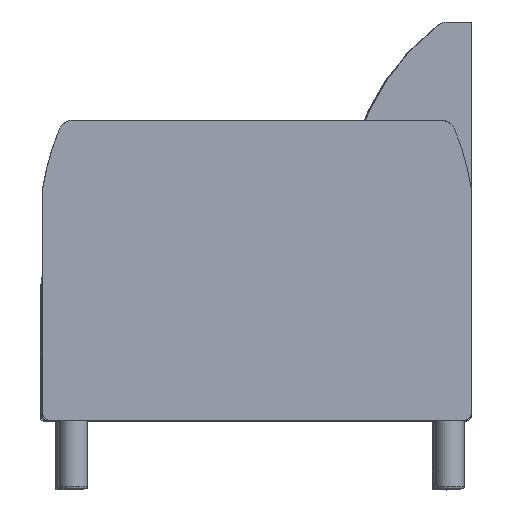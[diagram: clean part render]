
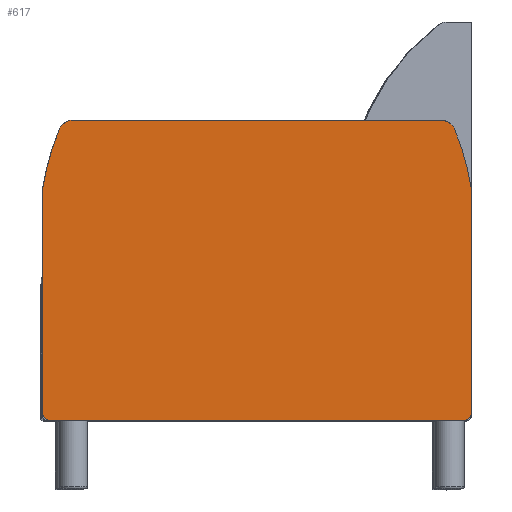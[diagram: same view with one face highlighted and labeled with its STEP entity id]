
A CAD part, top view. The second image highlights one B-rep face of the part: STEP entity #617.
In plain terms, the highlighted planar face has unit normal (0.003, 0, 1).
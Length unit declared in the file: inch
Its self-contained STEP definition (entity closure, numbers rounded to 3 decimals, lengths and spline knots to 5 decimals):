
#12=B_SPLINE_CURVE_WITH_KNOTS('',3,(#1099,#1100,#1101,#1102,#1103,#1104,
#1105,#1106,#1107,#1108,#1109,#1110,#1111,#1112,#1113,#1114,#1115,#1116,
#1117,#1118,#1119,#1120),.UNSPECIFIED.,.F.,.F.,(4,2,2,2,2,2,2,2,2,2,4),
(-4.79444,-4.48666,-4.06789,-3.64912,
-3.23035,-3.1271,-3.02386,-2.98982,
-2.97281,-2.9643,-2.95579),.UNSPECIFIED.);
#14=B_SPLINE_CURVE_WITH_KNOTS('',3,(#1213,#1214,#1215,#1216,#1217,#1218,
#1219,#1220,#1221,#1222,#1223,#1224,#1225,#1226,#1227,#1228,#1229,#1230,
#1231,#1232,#1233,#1234),.UNSPECIFIED.,.F.,.F.,(4,2,2,2,2,2,2,2,2,2,4),
(-4.79444,-4.78593,-4.77742,-4.7604,
-4.72637,-4.62312,-4.51988,-4.10111,-3.68234,
-3.26356,-2.95579),.UNSPECIFIED.);
#82=PLANE('',#690);
#115=FACE_OUTER_BOUND('',#157,.T.);
#157=EDGE_LOOP('',(#540,#541,#542,#543,#544,#545,#546,#547,#548,#549,#550,
#551));
#194=LINE('',#1238,#236);
#198=LINE('',#1251,#240);
#199=LINE('',#1255,#241);
#200=LINE('',#1258,#242);
#236=VECTOR('',#858,25.84997);
#240=VECTOR('',#870,15.688);
#241=VECTOR('',#873,29.);
#242=VECTOR('',#876,15.688);
#269=CIRCLE('',#676,1.);
#271=CIRCLE('',#679,17.08068);
#273=CIRCLE('',#682,17.08068);
#275=CIRCLE('',#685,1.);
#278=CIRCLE('',#691,0.5);
#279=CIRCLE('',#692,0.5);
#313=VERTEX_POINT('',#1010);
#314=VERTEX_POINT('',#1012);
#316=VERTEX_POINT('',#1018);
#318=VERTEX_POINT('',#1097);
#321=VERTEX_POINT('',#1125);
#322=VERTEX_POINT('',#1127);
#324=VERTEX_POINT('',#1133);
#326=VERTEX_POINT('',#1212);
#331=VERTEX_POINT('',#1250);
#332=VERTEX_POINT('',#1252);
#333=VERTEX_POINT('',#1254);
#334=VERTEX_POINT('',#1256);
#380=EDGE_CURVE('',#314,#313,#269,.T.);
#383=EDGE_CURVE('',#316,#314,#271,.T.);
#387=EDGE_CURVE('',#313,#318,#12,.T.);
#390=EDGE_CURVE('',#322,#321,#273,.T.);
#393=EDGE_CURVE('',#324,#322,#275,.T.);
#396=EDGE_CURVE('',#326,#324,#14,.T.);
#399=EDGE_CURVE('',#318,#326,#194,.T.);
#405=EDGE_CURVE('',#321,#331,#198,.T.);
#406=EDGE_CURVE('',#332,#331,#278,.T.);
#407=EDGE_CURVE('',#332,#333,#199,.T.);
#408=EDGE_CURVE('',#334,#333,#279,.T.);
#409=EDGE_CURVE('',#334,#316,#200,.T.);
#540=ORIENTED_EDGE('',*,*,#383,.T.);
#541=ORIENTED_EDGE('',*,*,#380,.T.);
#542=ORIENTED_EDGE('',*,*,#387,.T.);
#543=ORIENTED_EDGE('',*,*,#399,.T.);
#544=ORIENTED_EDGE('',*,*,#396,.T.);
#545=ORIENTED_EDGE('',*,*,#393,.T.);
#546=ORIENTED_EDGE('',*,*,#390,.T.);
#547=ORIENTED_EDGE('',*,*,#405,.T.);
#548=ORIENTED_EDGE('',*,*,#406,.F.);
#549=ORIENTED_EDGE('',*,*,#407,.T.);
#550=ORIENTED_EDGE('',*,*,#408,.F.);
#551=ORIENTED_EDGE('',*,*,#409,.T.);
#617=ADVANCED_FACE('',(#115),#82,.T.);
#676=AXIS2_PLACEMENT_3D('',#1013,#828,#829);
#679=AXIS2_PLACEMENT_3D('',#1019,#835,#836);
#682=AXIS2_PLACEMENT_3D('',#1128,#844,#845);
#685=AXIS2_PLACEMENT_3D('',#1134,#851,#852);
#690=AXIS2_PLACEMENT_3D('',#1249,#868,#869);
#691=AXIS2_PLACEMENT_3D('',#1253,#871,#872);
#692=AXIS2_PLACEMENT_3D('',#1257,#874,#875);
#828=DIRECTION('center_axis',(0.,0.,1.));
#829=DIRECTION('ref_axis',(-0.92,-0.392,0.));
#835=DIRECTION('center_axis',(0.,0.,1.));
#836=DIRECTION('ref_axis',(-0.989,-0.146,0.));
#844=DIRECTION('center_axis',(0.,0.,1.));
#845=DIRECTION('ref_axis',(0.92,-0.392,0.));
#851=DIRECTION('center_axis',(0.,0.,1.));
#852=DIRECTION('ref_axis',(0.662,-0.75,0.));
#858=DIRECTION('',(-1.,0.,0.));
#868=DIRECTION('center_axis',(0.,0.,1.));
#869=DIRECTION('ref_axis',(1.,0.,0.));
#870=DIRECTION('',(0.,-1.,0.));
#871=DIRECTION('center_axis',(0.,0.,-1.));
#872=DIRECTION('ref_axis',(-0.707,-0.707,0.));
#873=DIRECTION('',(1.,0.,0.));
#874=DIRECTION('center_axis',(0.,0.,-1.));
#875=DIRECTION('ref_axis',(0.707,-0.707,0.));
#876=DIRECTION('',(0.,1.,0.));
#1010=CARTESIAN_POINT('',(16.89303,10.97274,4.));
#1012=CARTESIAN_POINT('',(17.15127,10.61478,4.));
#1013=CARTESIAN_POINT('Origin',(16.23116,10.22312,4.));
#1018=CARTESIAN_POINT('',(18.33397,6.41074,4.));
#1019=CARTESIAN_POINT('Origin',(1.43513,3.92505,4.));
#1097=CARTESIAN_POINT('',(16.25896,11.22274,4.));
#1099=CARTESIAN_POINT('Ctrl Pts',(16.89303,10.97274,4.));
#1100=CARTESIAN_POINT('Ctrl Pts',(16.86277,10.99945,4.));
#1101=CARTESIAN_POINT('Ctrl Pts',(16.83079,11.02442,4.));
#1102=CARTESIAN_POINT('Ctrl Pts',(16.75194,11.07859,4.));
#1103=CARTESIAN_POINT('Ctrl Pts',(16.70387,11.10603,4.));
#1104=CARTESIAN_POINT('Ctrl Pts',(16.60478,11.15231,4.));
#1105=CARTESIAN_POINT('Ctrl Pts',(16.55379,11.17112,4.));
#1106=CARTESIAN_POINT('Ctrl Pts',(16.45201,11.19986,4.));
#1107=CARTESIAN_POINT('Ctrl Pts',(16.40119,11.20978,4.));
#1108=CARTESIAN_POINT('Ctrl Pts',(16.34042,11.21721,4.));
#1109=CARTESIAN_POINT('Ctrl Pts',(16.3272,11.21859,4.));
#1110=CARTESIAN_POINT('Ctrl Pts',(16.30094,11.22077,4.));
#1111=CARTESIAN_POINT('Ctrl Pts',(16.28783,11.22158,4.));
#1112=CARTESIAN_POINT('Ctrl Pts',(16.27262,11.22227,4.));
#1113=CARTESIAN_POINT('Ctrl Pts',(16.26862,11.22243,4.));
#1114=CARTESIAN_POINT('Ctrl Pts',(16.26364,11.2226,4.));
#1115=CARTESIAN_POINT('Ctrl Pts',(16.26217,11.22264,4.));
#1116=CARTESIAN_POINT('Ctrl Pts',(16.26044,11.22269,4.));
#1117=CARTESIAN_POINT('Ctrl Pts',(16.25995,11.22271,4.));
#1118=CARTESIAN_POINT('Ctrl Pts',(16.25921,11.22273,4.));
#1119=CARTESIAN_POINT('Ctrl Pts',(16.25896,11.22274,4.));
#1120=CARTESIAN_POINT('Ctrl Pts',(16.25896,11.22274,4.));
#1125=CARTESIAN_POINT('',(-11.66603,6.41074,4.));
#1127=CARTESIAN_POINT('',(-10.48332,10.61478,4.));
#1128=CARTESIAN_POINT('Origin',(5.23281,3.92505,4.));
#1133=CARTESIAN_POINT('',(-10.22509,10.97274,4.));
#1134=CARTESIAN_POINT('Origin',(-9.56321,10.22312,4.));
#1212=CARTESIAN_POINT('',(-9.59101,11.22274,4.));
#1213=CARTESIAN_POINT('Ctrl Pts',(-9.59101,11.22274,4.));
#1214=CARTESIAN_POINT('Ctrl Pts',(-9.59101,11.22274,4.));
#1215=CARTESIAN_POINT('Ctrl Pts',(-9.59127,11.22273,4.));
#1216=CARTESIAN_POINT('Ctrl Pts',(-9.59201,11.22271,4.));
#1217=CARTESIAN_POINT('Ctrl Pts',(-9.5925,11.22269,4.));
#1218=CARTESIAN_POINT('Ctrl Pts',(-9.59423,11.22264,4.));
#1219=CARTESIAN_POINT('Ctrl Pts',(-9.59569,11.2226,4.));
#1220=CARTESIAN_POINT('Ctrl Pts',(-9.60068,11.22243,4.));
#1221=CARTESIAN_POINT('Ctrl Pts',(-9.60467,11.22227,4.));
#1222=CARTESIAN_POINT('Ctrl Pts',(-9.61988,11.22158,4.));
#1223=CARTESIAN_POINT('Ctrl Pts',(-9.633,11.22077,4.));
#1224=CARTESIAN_POINT('Ctrl Pts',(-9.65926,11.21859,4.));
#1225=CARTESIAN_POINT('Ctrl Pts',(-9.67247,11.21721,4.));
#1226=CARTESIAN_POINT('Ctrl Pts',(-9.73325,11.20978,4.));
#1227=CARTESIAN_POINT('Ctrl Pts',(-9.78407,11.19986,4.));
#1228=CARTESIAN_POINT('Ctrl Pts',(-9.88585,11.17112,4.));
#1229=CARTESIAN_POINT('Ctrl Pts',(-9.93684,11.15231,4.));
#1230=CARTESIAN_POINT('Ctrl Pts',(-10.03593,11.10603,4.));
#1231=CARTESIAN_POINT('Ctrl Pts',(-10.084,11.07859,4.));
#1232=CARTESIAN_POINT('Ctrl Pts',(-10.16285,11.02442,4.));
#1233=CARTESIAN_POINT('Ctrl Pts',(-10.19483,10.99945,4.));
#1234=CARTESIAN_POINT('Ctrl Pts',(-10.22509,10.97274,4.));
#1238=CARTESIAN_POINT('',(18.33397,11.22274,4.));
#1249=CARTESIAN_POINT('Origin',(3.33397,0.72274,4.));
#1250=CARTESIAN_POINT('',(-11.66603,-9.27726,4.));
#1251=CARTESIAN_POINT('',(-11.66603,11.22274,4.));
#1252=CARTESIAN_POINT('',(-11.16603,-9.77726,4.));
#1253=CARTESIAN_POINT('Origin',(-11.16603,-9.27726,4.));
#1254=CARTESIAN_POINT('',(17.83397,-9.77726,4.));
#1255=CARTESIAN_POINT('',(-11.66603,-9.77726,4.));
#1256=CARTESIAN_POINT('',(18.33397,-9.27726,4.));
#1257=CARTESIAN_POINT('Origin',(17.83397,-9.27726,4.));
#1258=CARTESIAN_POINT('',(18.33397,-9.77726,4.));
